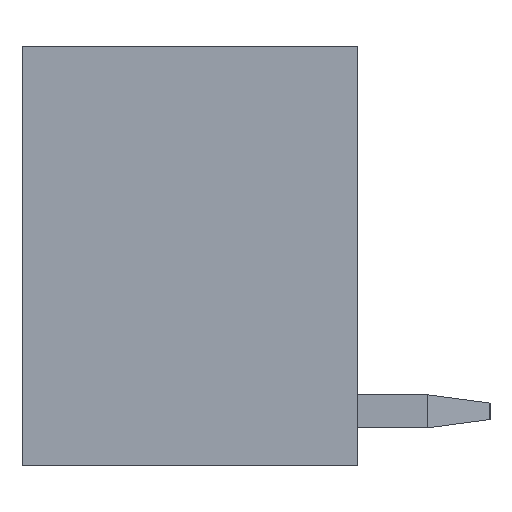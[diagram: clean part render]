
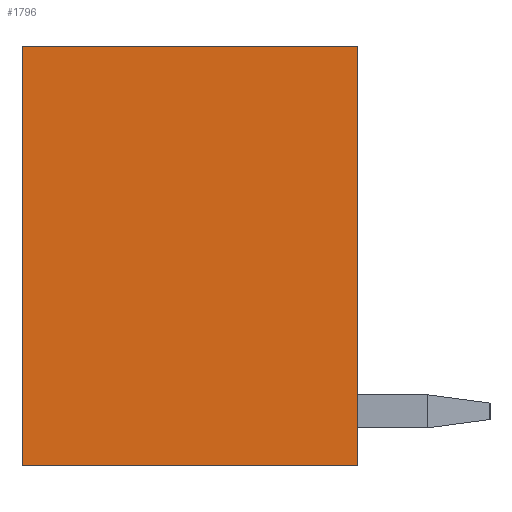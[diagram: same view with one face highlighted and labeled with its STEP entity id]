
A CAD part, left-side view. The second image highlights one B-rep face of the part: STEP entity #1796.
In plain terms, the highlighted planar face has unit normal (-1, 0, 0).
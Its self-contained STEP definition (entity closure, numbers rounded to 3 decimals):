
#1788=AXIS2_PLACEMENT_3D('Plane Axis2P3D',#1785,#1786,#1787) ;
#1009=CARTESIAN_POINT('Line Origine',(0.,7.25,10.1)) ;
#1013=CARTESIAN_POINT('Vertex',(0.,3.2,10.1)) ;
#1015=CARTESIAN_POINT('Vertex',(0.,11.3,10.1)) ;
#1486=CARTESIAN_POINT('Line Origine',(0.,11.3,5.05)) ;
#1490=CARTESIAN_POINT('Vertex',(0.,11.3,0.)) ;
#1518=CARTESIAN_POINT('Line Origine',(0.,7.25,0.)) ;
#1522=CARTESIAN_POINT('Vertex',(0.,3.2,0.)) ;
#1550=CARTESIAN_POINT('Line Origine',(0.,3.2,5.05)) ;
#1785=CARTESIAN_POINT('Axis2P3D Location',(0.,7.2,3.5)) ;
#1010=DIRECTION('Vector Direction',(0.,1.,0.)) ;
#1487=DIRECTION('Vector Direction',(0.,0.,-1.)) ;
#1519=DIRECTION('Vector Direction',(0.,-1.,0.)) ;
#1551=DIRECTION('Vector Direction',(0.,0.,1.)) ;
#1786=DIRECTION('Axis2P3D Direction',(-1.,0.,0.)) ;
#1787=DIRECTION('Axis2P3D XDirection',(0.,-1.,0.)) ;
#1011=VECTOR('Line Direction',#1010,1.) ;
#1488=VECTOR('Line Direction',#1487,1.) ;
#1520=VECTOR('Line Direction',#1519,1.) ;
#1552=VECTOR('Line Direction',#1551,1.) ;
#1791=ORIENTED_EDGE('',*,*,#1524,.T.) ;
#1792=ORIENTED_EDGE('',*,*,#1554,.T.) ;
#1793=ORIENTED_EDGE('',*,*,#1017,.T.) ;
#1794=ORIENTED_EDGE('',*,*,#1492,.T.) ;
#1796=ADVANCED_FACE('BREP_WITH_VOIDS #7339',(#1795),#1789,.T.) ;
#1017=EDGE_CURVE('',#1014,#1016,#1012,.T.) ;
#1492=EDGE_CURVE('',#1016,#1491,#1489,.T.) ;
#1524=EDGE_CURVE('',#1491,#1523,#1521,.T.) ;
#1554=EDGE_CURVE('',#1523,#1014,#1553,.T.) ;
#1790=EDGE_LOOP('',(#1791,#1792,#1793,#1794)) ;
#1795=FACE_OUTER_BOUND('',#1790,.T.) ;
#1012=LINE('Line',#1009,#1011) ;
#1489=LINE('Line',#1486,#1488) ;
#1521=LINE('Line',#1518,#1520) ;
#1553=LINE('Line',#1550,#1552) ;
#1789=PLANE('',#1788) ;
#1014=VERTEX_POINT('',#1013) ;
#1016=VERTEX_POINT('',#1015) ;
#1491=VERTEX_POINT('',#1490) ;
#1523=VERTEX_POINT('',#1522) ;
